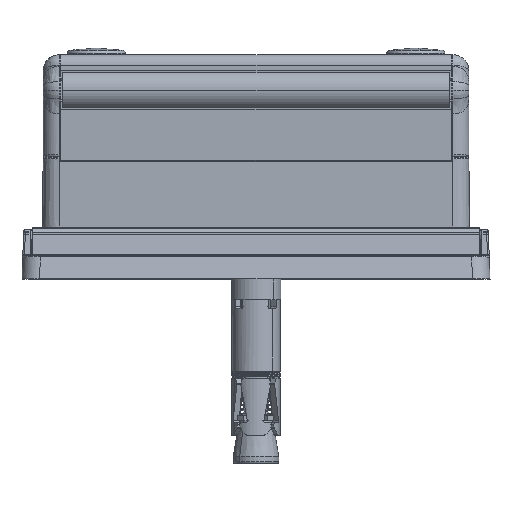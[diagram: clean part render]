
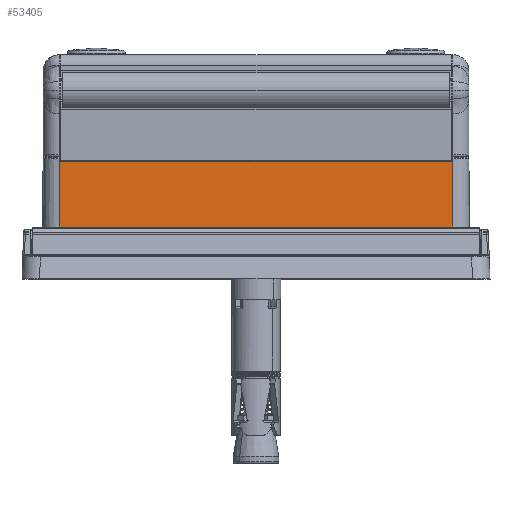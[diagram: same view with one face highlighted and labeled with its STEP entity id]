
A CAD part, top view. The second image highlights one B-rep face of the part: STEP entity #53405.
In plain terms, the highlighted face is planar.
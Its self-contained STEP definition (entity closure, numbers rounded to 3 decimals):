
#347 = VERTEX_POINT ( 'NONE', #55887 ) ;
#1025 = VERTEX_POINT ( 'NONE', #12365 ) ;
#1381 = VECTOR ( 'NONE', #4598, 1000. ) ;
#2072 = CARTESIAN_POINT ( 'NONE',  ( -18.922, -8.548, 55. ) ) ;
#2856 = EDGE_LOOP ( 'NONE', ( #27477, #36159, #31568, #38900, #73933, #55841, #40605, #32730 ) ) ;
#4598 = DIRECTION ( 'NONE',  ( 0.009, 1., 0. ) ) ;
#7323 = CARTESIAN_POINT ( 'NONE',  ( -18.922, -8.548, -55. ) ) ;
#8356 = AXIS2_PLACEMENT_3D ( 'NONE', #71651, #12255, #27433 ) ;
#10921 = VERTEX_POINT ( 'NONE', #16057 ) ;
#12255 = DIRECTION ( 'NONE',  ( -1., 0.009, 0. ) ) ;
#12365 = CARTESIAN_POINT ( 'NONE',  ( -18.922, -8.548, 55.5 ) ) ;
#13908 = VERTEX_POINT ( 'NONE', #30080 ) ;
#16057 = CARTESIAN_POINT ( 'NONE',  ( -18.922, -8.548, -55.5 ) ) ;
#17104 = EDGE_CURVE ( 'NONE', #37054, #71797, #29321, .T. ) ;
#18625 = VECTOR ( 'NONE', #83896, 1000. ) ;
#18993 = DIRECTION ( 'NONE',  ( 0., 0., 1. ) ) ;
#19443 = CARTESIAN_POINT ( 'NONE',  ( -18.935, -9.998, 55. ) ) ;
#23964 = CARTESIAN_POINT ( 'NONE',  ( -18.924, -8.748, -55. ) ) ;
#24591 = DIRECTION ( 'NONE',  ( -0.009, -1., 0. ) ) ;
#24838 = VECTOR ( 'NONE', #54086, 1000. ) ;
#27433 = DIRECTION ( 'NONE',  ( -0.009, -1., 0. ) ) ;
#27477 = ORIENTED_EDGE ( 'NONE', *, *, #51319, .T. ) ;
#29321 = LINE ( 'NONE', #23964, #45419 ) ;
#30080 = CARTESIAN_POINT ( 'NONE',  ( -18.931, -9.575, 55. ) ) ;
#31568 = ORIENTED_EDGE ( 'NONE', *, *, #94395, .T. ) ;
#32730 = ORIENTED_EDGE ( 'NONE', *, *, #84238, .T. ) ;
#35027 = VECTOR ( 'NONE', #50998, 1000. ) ;
#36159 = ORIENTED_EDGE ( 'NONE', *, *, #71897, .T. ) ;
#37054 = VERTEX_POINT ( 'NONE', #7323 ) ;
#38900 = ORIENTED_EDGE ( 'NONE', *, *, #63313, .T. ) ;
#40605 = ORIENTED_EDGE ( 'NONE', *, *, #17104, .T. ) ;
#41169 = CARTESIAN_POINT ( 'NONE',  ( -18.922, -8.548, 55.5 ) ) ;
#41960 = DIRECTION ( 'NONE',  ( 0., 0., 1. ) ) ;
#42618 = FACE_OUTER_BOUND ( 'NONE', #2856, .T. ) ;
#45419 = VECTOR ( 'NONE', #24591, 1000. ) ;
#47064 = VERTEX_POINT ( 'NONE', #2072 ) ;
#47532 = EDGE_CURVE ( 'NONE', #61209, #10921, #67593, .T. ) ;
#50998 = DIRECTION ( 'NONE',  ( 0., 0., -1. ) ) ;
#51319 = EDGE_CURVE ( 'NONE', #13908, #47064, #69239, .T. ) ;
#53405 = ADVANCED_FACE ( 'NONE', ( #42618 ), #85718, .T. ) ;
#54086 = DIRECTION ( 'NONE',  ( 0., 0., 1. ) ) ;
#55841 = ORIENTED_EDGE ( 'NONE', *, *, #58767, .T. ) ;
#55887 = CARTESIAN_POINT ( 'NONE',  ( -18.76, 9.99, 55.5 ) ) ;
#58375 = CARTESIAN_POINT ( 'NONE',  ( -18.76, 9.99, 55.5 ) ) ;
#58767 = EDGE_CURVE ( 'NONE', #10921, #37054, #68434, .T. ) ;
#59164 = LINE ( 'NONE', #85490, #93521 ) ;
#59997 = LINE ( 'NONE', #61487, #18625 ) ;
#60820 = CARTESIAN_POINT ( 'NONE',  ( -18.922, -8.548, -55. ) ) ;
#60963 = CARTESIAN_POINT ( 'NONE',  ( -18.76, 9.99, -55.5 ) ) ;
#61209 = VERTEX_POINT ( 'NONE', #60963 ) ;
#61487 = CARTESIAN_POINT ( 'NONE',  ( -18.75, 11.15, 55.5 ) ) ;
#63313 = EDGE_CURVE ( 'NONE', #347, #61209, #83040, .T. ) ;
#66995 = LINE ( 'NONE', #41169, #80774 ) ;
#67593 = LINE ( 'NONE', #69629, #91705 ) ;
#68434 = LINE ( 'NONE', #60820, #24838 ) ;
#69239 = LINE ( 'NONE', #19443, #1381 ) ;
#69629 = CARTESIAN_POINT ( 'NONE',  ( -18.75, 11.15, -55.5 ) ) ;
#69949 = DIRECTION ( 'NONE',  ( -0.009, -1., 0. ) ) ;
#71651 = CARTESIAN_POINT ( 'NONE',  ( -18.75, 11.15, 55.5 ) ) ;
#71797 = VERTEX_POINT ( 'NONE', #76125 ) ;
#71897 = EDGE_CURVE ( 'NONE', #47064, #1025, #66995, .T. ) ;
#73933 = ORIENTED_EDGE ( 'NONE', *, *, #47532, .T. ) ;
#76125 = CARTESIAN_POINT ( 'NONE',  ( -18.931, -9.575, -55. ) ) ;
#80774 = VECTOR ( 'NONE', #18993, 1000. ) ;
#83040 = LINE ( 'NONE', #58375, #35027 ) ;
#83896 = DIRECTION ( 'NONE',  ( 0.009, 1., 0. ) ) ;
#84238 = EDGE_CURVE ( 'NONE', #71797, #13908, #59164, .T. ) ;
#85490 = CARTESIAN_POINT ( 'NONE',  ( -18.931, -9.575, 55. ) ) ;
#85718 = PLANE ( 'NONE',  #8356 ) ;
#91705 = VECTOR ( 'NONE', #69949, 1000. ) ;
#93521 = VECTOR ( 'NONE', #41960, 1000. ) ;
#94395 = EDGE_CURVE ( 'NONE', #1025, #347, #59997, .T. ) ;
